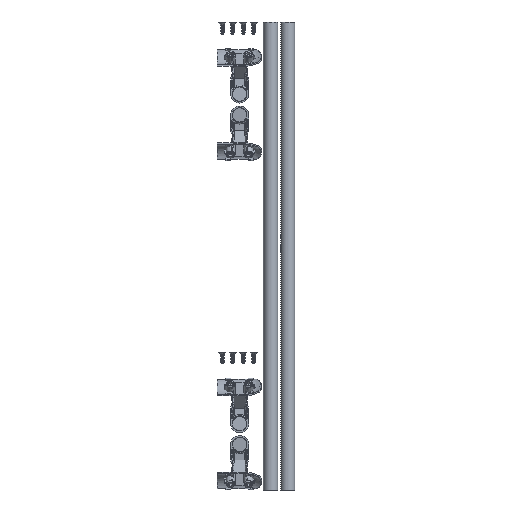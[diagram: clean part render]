
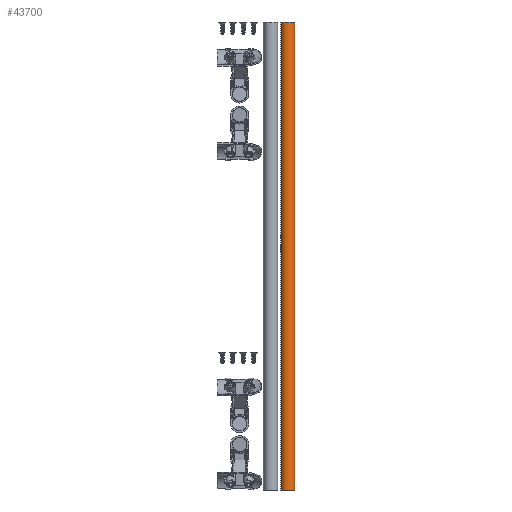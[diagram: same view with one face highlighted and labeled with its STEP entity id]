
A CAD part, front view. The second image highlights one B-rep face of the part: STEP entity #43700.
In plain terms, the highlighted cylindrical face has radius 9.5 mm (diameter 19 mm), a partial arc.
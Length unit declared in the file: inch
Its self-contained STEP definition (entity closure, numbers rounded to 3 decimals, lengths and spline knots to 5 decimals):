
#3734 = ORIENTED_EDGE ( 'NONE', *, *, #30759, .F. ) ;
#5183 = FACE_OUTER_BOUND ( 'NONE', #5926, .T. ) ;
#5926 = EDGE_LOOP ( 'NONE', ( #9356, #68927, #3734, #23547 ) ) ;
#6338 = CYLINDRICAL_SURFACE ( 'NONE', #17209, 0.37402 ) ;
#9356 = ORIENTED_EDGE ( 'NONE', *, *, #10313, .F. ) ;
#10313 = EDGE_CURVE ( 'NONE', #21942, #67994, #42361, .T. ) ;
#14153 = AXIS2_PLACEMENT_3D ( 'NONE', #35010, #59277, #70647 ) ;
#16631 = CARTESIAN_POINT ( 'NONE',  ( 1.25706, -0.00281, 36.90945 ) ) ;
#17209 = AXIS2_PLACEMENT_3D ( 'NONE', #36072, #41955, #23208 ) ;
#17469 = VECTOR ( 'NONE', #49403, 39.37008 ) ;
#17976 = CARTESIAN_POINT ( 'NONE',  ( 0.88304, -0.00281, 36.90945 ) ) ;
#21942 = VERTEX_POINT ( 'NONE', #24174 ) ;
#23208 = DIRECTION ( 'NONE',  ( -1., 0., 0. ) ) ;
#23547 = ORIENTED_EDGE ( 'NONE', *, *, #51925, .T. ) ;
#24174 = CARTESIAN_POINT ( 'NONE',  ( 0.50902, -0.00281, 12.30315 ) ) ;
#24260 = DIRECTION ( 'NONE',  ( 0., 0., -1. ) ) ;
#26240 = CIRCLE ( 'NONE', #36208, 0.37402 ) ;
#30759 = EDGE_CURVE ( 'NONE', #49443, #70182, #39791, .T. ) ;
#35010 = CARTESIAN_POINT ( 'NONE',  ( 0.88304, -0.00281, 12.30315 ) ) ;
#36072 = CARTESIAN_POINT ( 'NONE',  ( 0.88304, -0.00281, 36.90945 ) ) ;
#36208 = AXIS2_PLACEMENT_3D ( 'NONE', #17976, #24260, #48113 ) ;
#39791 = LINE ( 'NONE', #69952, #51203 ) ;
#40182 = DIRECTION ( 'NONE',  ( 0., 0., -1. ) ) ;
#41955 = DIRECTION ( 'NONE',  ( 0., 0., -1. ) ) ;
#42361 = LINE ( 'NONE', #60782, #17469 ) ;
#43700 = ADVANCED_FACE ( 'NONE', ( #5183 ), #6338, .T. ) ;
#48113 = DIRECTION ( 'NONE',  ( -1., 0., 0. ) ) ;
#48632 = CARTESIAN_POINT ( 'NONE',  ( 1.25706, -0.00281, 12.30315 ) ) ;
#49403 = DIRECTION ( 'NONE',  ( 0., 0., 1. ) ) ;
#49443 = VERTEX_POINT ( 'NONE', #16631 ) ;
#51203 = VECTOR ( 'NONE', #40182, 39.37008 ) ;
#51925 = EDGE_CURVE ( 'NONE', #49443, #67994, #26240, .T. ) ;
#53044 = CIRCLE ( 'NONE', #14153, 0.37402 ) ;
#59277 = DIRECTION ( 'NONE',  ( 0., 0., 1. ) ) ;
#60782 = CARTESIAN_POINT ( 'NONE',  ( 0.50902, -0.00281, 36.90945 ) ) ;
#65080 = CARTESIAN_POINT ( 'NONE',  ( 0.50902, -0.00281, 36.90945 ) ) ;
#67994 = VERTEX_POINT ( 'NONE', #65080 ) ;
#68927 = ORIENTED_EDGE ( 'NONE', *, *, #75105, .T. ) ;
#69952 = CARTESIAN_POINT ( 'NONE',  ( 1.25706, -0.00281, 36.90945 ) ) ;
#70182 = VERTEX_POINT ( 'NONE', #48632 ) ;
#70647 = DIRECTION ( 'NONE',  ( -1., 0., 0. ) ) ;
#75105 = EDGE_CURVE ( 'NONE', #21942, #70182, #53044, .T. ) ;
